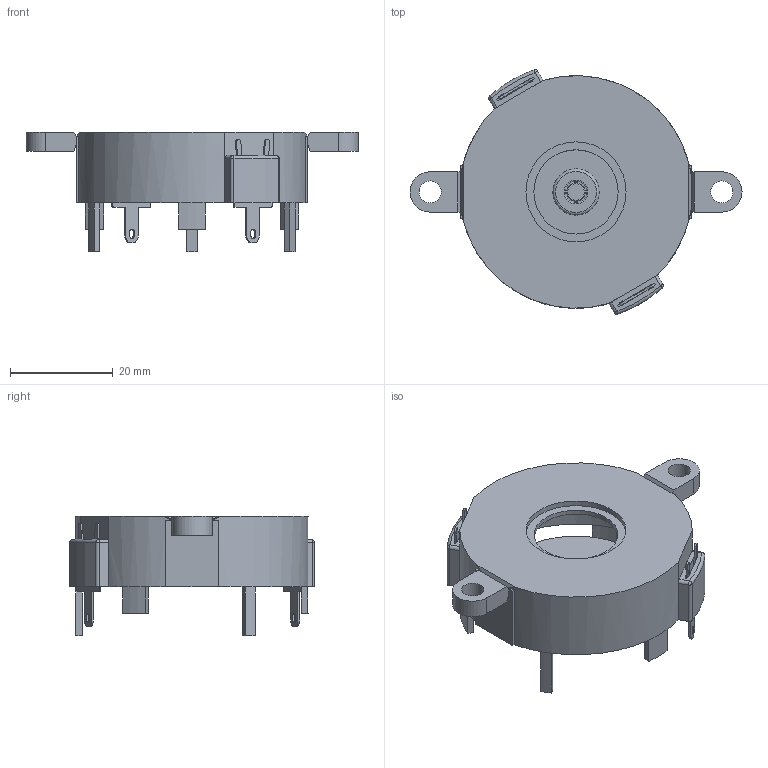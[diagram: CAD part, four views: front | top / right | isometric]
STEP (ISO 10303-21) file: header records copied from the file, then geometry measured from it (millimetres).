
FILE_DESCRIPTION(('FreeCAD Model'),'2;1');
FILE_NAME('PT-4532PLQ.step', '2019-05-09T15:56:06',(''),(''),'Open CASCADE STEP processor 7.3', 'FreeCAD','Unknown');
FILE_SCHEMA(('AUTOMOTIVE_DESIGN { 1 0 10303 214 1 1 1 1 }'));
Length unit declared in the file: millimetre
Products named in the file (1): PT-4532PLQ
Bounding box: 64.65 x 47.64 x 23.25 mm (x, y, z)
Volume: 6032.6 mm3; surface area: 9729.3 mm2
Topology: 2 solids, 2 shells, 192 faces, 521 edges, 329 vertices
Faces by surface type: plane 128, cylinder 51, torus 5, bspline 4, sphere 4
Full cylindrical faces by diameter (mm): 3.6 x1, 4.2 x1, 4.3 x2, 9 x1, 16.4 x1, 19.5 x1, 30 x1, 42.8 x1
Entity records: 7691 total; most frequent: CARTESIAN_POINT 1434, ORIENTED_EDGE 1034, DIRECTION 1009, EDGE_CURVE 517, LINE 363, VECTOR 363, VERTEX_POINT 329, AXIS2_PLACEMENT_3D 323
